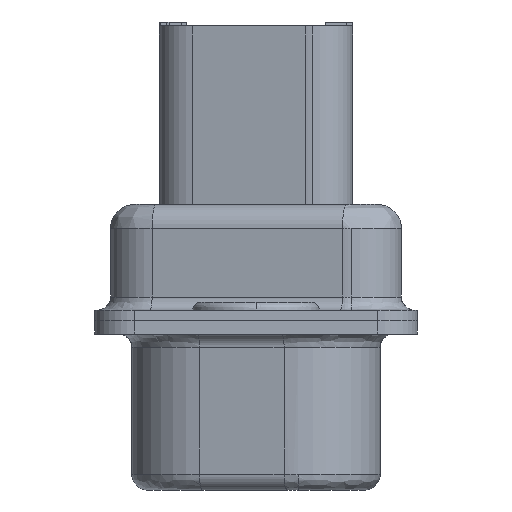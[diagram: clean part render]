
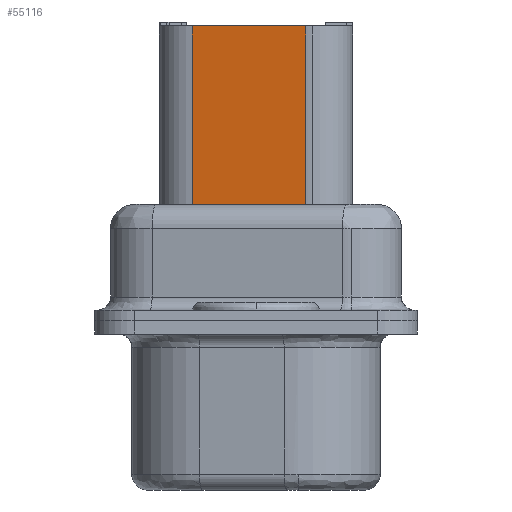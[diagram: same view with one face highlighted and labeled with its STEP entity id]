
A CAD part, left-side view. The second image highlights one B-rep face of the part: STEP entity #55116.
In plain terms, the highlighted planar face has unit normal (-0.985, 0.174, 0).
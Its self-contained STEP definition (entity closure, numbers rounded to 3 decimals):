
#1172 = ORIENTED_EDGE ( 'NONE', *, *, #68628, .T. ) ;
#5532 = ORIENTED_EDGE ( 'NONE', *, *, #41009, .F. ) ;
#6918 = CARTESIAN_POINT ( 'NONE',  ( -37.219, -16.646, -29.85 ) ) ;
#6940 = CARTESIAN_POINT ( 'NONE',  ( -37.219, -16.646, -37.1 ) ) ;
#7687 = CARTESIAN_POINT ( 'NONE',  ( -37.977, -20.946, -29.85 ) ) ;
#8560 = VECTOR ( 'NONE', #38792, 1000. ) ;
#8851 = DIRECTION ( 'NONE',  ( -0.985, 0.174, 0. ) ) ;
#11397 = CARTESIAN_POINT ( 'NONE',  ( -37.909, -20.556, -37.1 ) ) ;
#12053 = CARTESIAN_POINT ( 'NONE',  ( -37.977, -20.946, -29.85 ) ) ;
#12406 = DIRECTION ( 'NONE',  ( -0.174, -0.985, 0. ) ) ;
#14730 = CARTESIAN_POINT ( 'NONE',  ( -37.977, -20.946, -29.85 ) ) ;
#18399 = EDGE_CURVE ( 'NONE', #40718, #52105, #34710, .T. ) ;
#20035 = LINE ( 'NONE', #57736, #34420 ) ;
#20534 = VECTOR ( 'NONE', #45817, 1000. ) ;
#21976 = VERTEX_POINT ( 'NONE', #30685 ) ;
#24243 = DIRECTION ( 'NONE',  ( -0.174, -0.985, 0. ) ) ;
#24883 = DIRECTION ( 'NONE',  ( -0.174, -0.985, 0. ) ) ;
#25216 = LINE ( 'NONE', #12053, #69985 ) ;
#29284 = LINE ( 'NONE', #46213, #49547 ) ;
#30685 = CARTESIAN_POINT ( 'NONE',  ( -37.38, -17.556, -37.1 ) ) ;
#34420 = VECTOR ( 'NONE', #68636, 1000. ) ;
#34710 = LINE ( 'NONE', #6918, #8560 ) ;
#38792 = DIRECTION ( 'NONE',  ( 0., 0., -1. ) ) ;
#39754 = LINE ( 'NONE', #6940, #66750 ) ;
#40005 = AXIS2_PLACEMENT_3D ( 'NONE', #14730, #8851, #24883 ) ;
#40572 = FACE_OUTER_BOUND ( 'NONE', #64863, .T. ) ;
#40718 = VERTEX_POINT ( 'NONE', #50046 ) ;
#41009 = EDGE_CURVE ( 'NONE', #69621, #63647, #20035, .T. ) ;
#41627 = PLANE ( 'NONE',  #40005 ) ;
#42354 = CARTESIAN_POINT ( 'NONE',  ( -37.219, -16.646, -37.1 ) ) ;
#42669 = ORIENTED_EDGE ( 'NONE', *, *, #44277, .T. ) ;
#44277 = EDGE_CURVE ( 'NONE', #68978, #63647, #58460, .T. ) ;
#45817 = DIRECTION ( 'NONE',  ( -0.174, -0.985, 0. ) ) ;
#46213 = CARTESIAN_POINT ( 'NONE',  ( -37.977, -20.946, -37.1 ) ) ;
#48350 = EDGE_CURVE ( 'NONE', #69621, #40718, #25216, .T. ) ;
#49547 = VECTOR ( 'NONE', #24243, 1000. ) ;
#50046 = CARTESIAN_POINT ( 'NONE',  ( -37.219, -16.646, -29.85 ) ) ;
#52105 = VERTEX_POINT ( 'NONE', #42354 ) ;
#53369 = ORIENTED_EDGE ( 'NONE', *, *, #48350, .T. ) ;
#53652 = ORIENTED_EDGE ( 'NONE', *, *, #18399, .T. ) ;
#55116 = ADVANCED_FACE ( 'NONE', ( #40572 ), #41627, .T. ) ;
#56139 = CARTESIAN_POINT ( 'NONE',  ( -37.977, -20.946, -37.1 ) ) ;
#57736 = CARTESIAN_POINT ( 'NONE',  ( -37.977, -20.946, -29.85 ) ) ;
#58460 = LINE ( 'NONE', #66349, #20534 ) ;
#60569 = DIRECTION ( 'NONE',  ( 0.174, 0.985, 0. ) ) ;
#61202 = ORIENTED_EDGE ( 'NONE', *, *, #65892, .T. ) ;
#63647 = VERTEX_POINT ( 'NONE', #56139 ) ;
#64863 = EDGE_LOOP ( 'NONE', ( #1172, #61202, #42669, #5532, #53369, #53652 ) ) ;
#65892 = EDGE_CURVE ( 'NONE', #21976, #68978, #29284, .T. ) ;
#66349 = CARTESIAN_POINT ( 'NONE',  ( -37.909, -20.556, -37.1 ) ) ;
#66750 = VECTOR ( 'NONE', #12406, 1000. ) ;
#68628 = EDGE_CURVE ( 'NONE', #52105, #21976, #39754, .T. ) ;
#68636 = DIRECTION ( 'NONE',  ( 0., 0., -1. ) ) ;
#68978 = VERTEX_POINT ( 'NONE', #11397 ) ;
#69621 = VERTEX_POINT ( 'NONE', #7687 ) ;
#69985 = VECTOR ( 'NONE', #60569, 1000. ) ;
